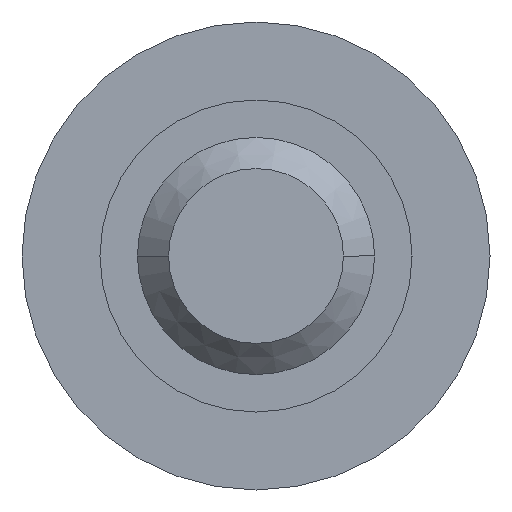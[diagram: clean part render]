
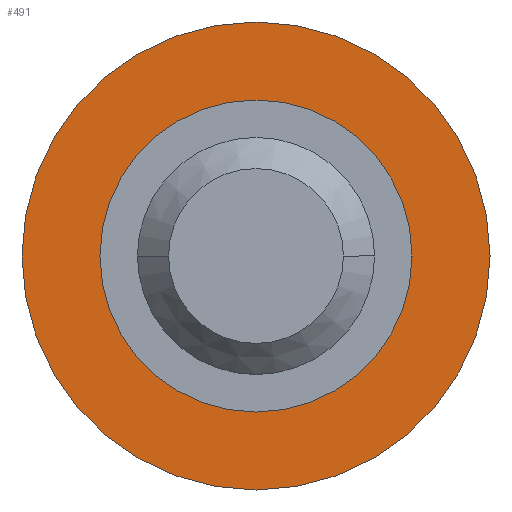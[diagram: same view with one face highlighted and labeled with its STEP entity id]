
A CAD part, left-side view. The second image highlights one B-rep face of the part: STEP entity #491.
In plain terms, the highlighted planar face has unit normal (-1, 0, 0).
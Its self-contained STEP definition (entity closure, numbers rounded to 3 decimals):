
#10 = EDGE_CURVE ( 'NONE', #591, #304, #302, .T. ) ;
#11 = DIRECTION ( 'NONE',  ( 0., 0., -1. ) ) ;
#13 = CARTESIAN_POINT ( 'NONE',  ( -9.251, 0., 3.175 ) ) ;
#39 = ORIENTED_EDGE ( 'NONE', *, *, #10, .T. ) ;
#56 = AXIS2_PLACEMENT_3D ( 'NONE', #198, #250, #457 ) ;
#144 = DIRECTION ( 'NONE',  ( 0., 0., -1. ) ) ;
#145 = DIRECTION ( 'NONE',  ( 0., 0., -1. ) ) ;
#159 = CARTESIAN_POINT ( 'NONE',  ( -9.251, 0., -4.762 ) ) ;
#175 = CARTESIAN_POINT ( 'NONE',  ( -9.251, 0., -3.175 ) ) ;
#182 = EDGE_CURVE ( 'NONE', #219, #230, #436, .T. ) ;
#198 = CARTESIAN_POINT ( 'NONE',  ( -9.251, -4.82, -4.82 ) ) ;
#199 = EDGE_CURVE ( 'NONE', #304, #591, #249, .T. ) ;
#208 = AXIS2_PLACEMENT_3D ( 'NONE', #449, #394, #145 ) ;
#217 = DIRECTION ( 'NONE',  ( 1., 0., 0. ) ) ;
#219 = VERTEX_POINT ( 'NONE', #175 ) ;
#230 = VERTEX_POINT ( 'NONE', #13 ) ;
#231 = CARTESIAN_POINT ( 'NONE',  ( -9.251, 0., 4.762 ) ) ;
#233 = DIRECTION ( 'NONE',  ( 1., 0., 0. ) ) ;
#249 = CIRCLE ( 'NONE', #476, 4.762 ) ;
#250 = DIRECTION ( 'NONE',  ( -1., 0., 0. ) ) ;
#252 = PLANE ( 'NONE',  #56 ) ;
#265 = ORIENTED_EDGE ( 'NONE', *, *, #199, .T. ) ;
#277 = CARTESIAN_POINT ( 'NONE',  ( -9.251, 0., 0. ) ) ;
#290 = CARTESIAN_POINT ( 'NONE',  ( -9.251, 0., 0. ) ) ;
#302 = CIRCLE ( 'NONE', #208, 4.762 ) ;
#304 = VERTEX_POINT ( 'NONE', #231 ) ;
#324 = DIRECTION ( 'NONE',  ( -1., 0., 0. ) ) ;
#330 = CARTESIAN_POINT ( 'NONE',  ( -9.251, 0., 0. ) ) ;
#340 = EDGE_CURVE ( 'NONE', #230, #219, #538, .T. ) ;
#355 = EDGE_LOOP ( 'NONE', ( #39, #265 ) ) ;
#363 = AXIS2_PLACEMENT_3D ( 'NONE', #330, #217, #523 ) ;
#370 = FACE_OUTER_BOUND ( 'NONE', #355, .T. ) ;
#394 = DIRECTION ( 'NONE',  ( -1., 0., 0. ) ) ;
#436 = CIRCLE ( 'NONE', #363, 3.175 ) ;
#449 = CARTESIAN_POINT ( 'NONE',  ( -9.251, 0., 0. ) ) ;
#451 = AXIS2_PLACEMENT_3D ( 'NONE', #290, #233, #144 ) ;
#454 = ORIENTED_EDGE ( 'NONE', *, *, #182, .T. ) ;
#457 = DIRECTION ( 'NONE',  ( 0., 0., 1. ) ) ;
#466 = FACE_BOUND ( 'NONE', #489, .T. ) ;
#476 = AXIS2_PLACEMENT_3D ( 'NONE', #277, #324, #11 ) ;
#489 = EDGE_LOOP ( 'NONE', ( #454, #507 ) ) ;
#491 = ADVANCED_FACE ( 'NONE', ( #466, #370 ), #252, .T. ) ;
#507 = ORIENTED_EDGE ( 'NONE', *, *, #340, .T. ) ;
#523 = DIRECTION ( 'NONE',  ( 0., 0., -1. ) ) ;
#538 = CIRCLE ( 'NONE', #451, 3.175 ) ;
#591 = VERTEX_POINT ( 'NONE', #159 ) ;
